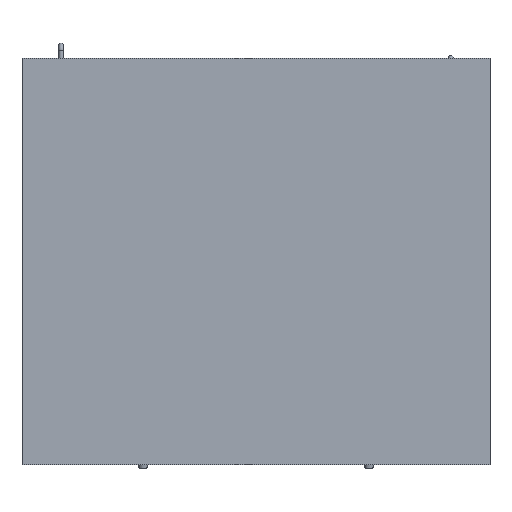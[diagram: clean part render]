
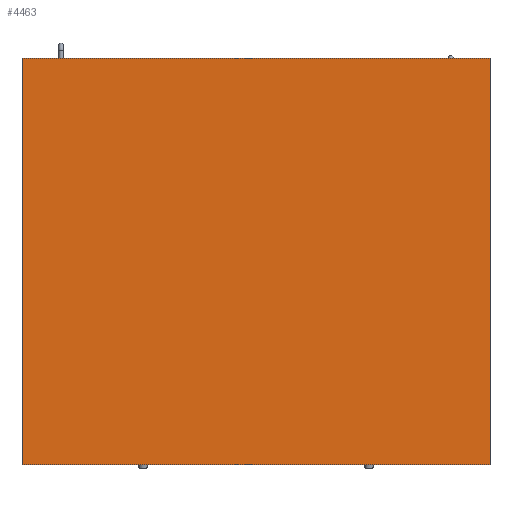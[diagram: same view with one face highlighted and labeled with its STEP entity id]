
A CAD part, front view. The second image highlights one B-rep face of the part: STEP entity #4463.
In plain terms, the highlighted planar face has unit normal (0, -1, 0).
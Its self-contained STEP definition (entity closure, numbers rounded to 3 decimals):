
#317=FACE_OUTER_BOUND('',#594,.T.);
#594=EDGE_LOOP('',(#2967,#2968,#2969,#2970));
#873=LINE('',#6599,#1365);
#876=LINE('',#6605,#1368);
#879=LINE('',#6611,#1371);
#882=LINE('',#6615,#1374);
#1365=VECTOR('',#5229,10.);
#1368=VECTOR('',#5234,10.);
#1371=VECTOR('',#5239,10.);
#1374=VECTOR('',#5244,10.);
#1857=VERTEX_POINT('',#6596);
#1858=VERTEX_POINT('',#6598);
#1860=VERTEX_POINT('',#6604);
#1862=VERTEX_POINT('',#6610);
#2297=EDGE_CURVE('',#1858,#1857,#873,.T.);
#2300=EDGE_CURVE('',#1860,#1858,#876,.T.);
#2303=EDGE_CURVE('',#1862,#1860,#879,.T.);
#2306=EDGE_CURVE('',#1857,#1862,#882,.T.);
#2967=ORIENTED_EDGE('',*,*,#2306,.T.);
#2968=ORIENTED_EDGE('',*,*,#2303,.T.);
#2969=ORIENTED_EDGE('',*,*,#2300,.T.);
#2970=ORIENTED_EDGE('',*,*,#2297,.T.);
#4256=PLANE('',#4791);
#4463=ADVANCED_FACE('',(#317),#4256,.T.);
#4791=AXIS2_PLACEMENT_3D('',#6617,#5247,#5248);
#5229=DIRECTION('',(1.,0.,0.));
#5234=DIRECTION('',(0.,0.,-1.));
#5239=DIRECTION('',(-1.,0.,0.));
#5244=DIRECTION('',(0.,0.,1.));
#5247=DIRECTION('center_axis',(0.,-1.,0.));
#5248=DIRECTION('ref_axis',(0.,0.,-1.));
#6596=CARTESIAN_POINT('',(400.,-20.,-347.5));
#6598=CARTESIAN_POINT('',(-400.,-20.,-347.5));
#6599=CARTESIAN_POINT('',(400.,-20.,-347.5));
#6604=CARTESIAN_POINT('',(-400.,-20.,347.5));
#6605=CARTESIAN_POINT('',(-400.,-20.,-347.5));
#6610=CARTESIAN_POINT('',(400.,-20.,347.5));
#6611=CARTESIAN_POINT('',(-400.,-20.,347.5));
#6615=CARTESIAN_POINT('',(400.,-20.,347.5));
#6617=CARTESIAN_POINT('Origin',(0.,-20.,0.));
